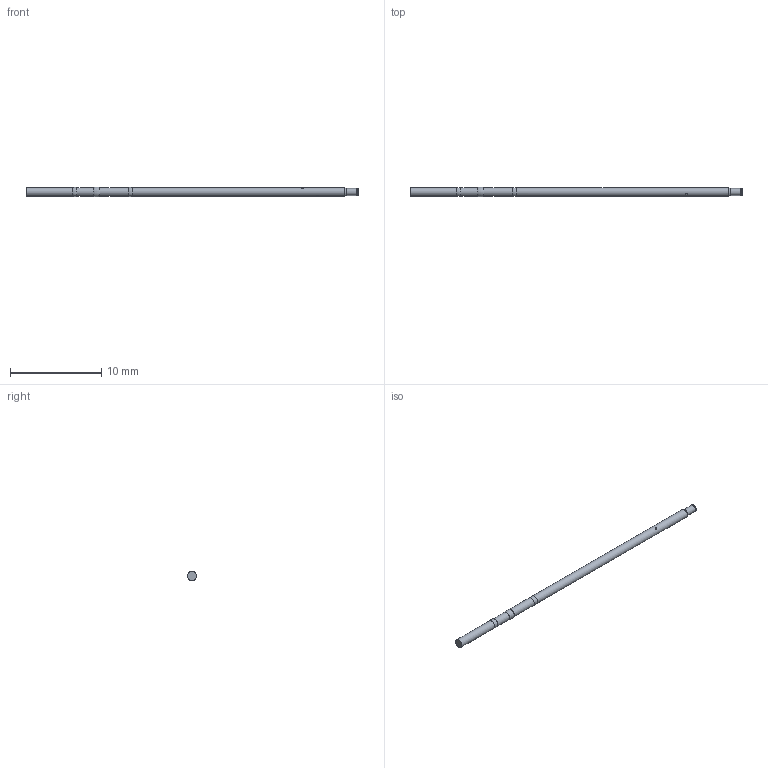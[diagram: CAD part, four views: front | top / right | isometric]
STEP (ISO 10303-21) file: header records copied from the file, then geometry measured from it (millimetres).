
FILE_DESCRIPTION (( 'STEP AP214' ), '1' );
FILE_NAME ('050-SRB255N.STEP', '2021-01-05T18:01:38', ( '' ), ( '' ), 'SwSTEP 2.0', 'SolidWorks 2020', '' );
FILE_SCHEMA (( 'AUTOMOTIVE_DESIGN' ));
Length unit declared in the file: inch
Products named in the file (1): 050-SRB255N
Bounding box: 36.4 x 1.04 x 1.05 mm (x, y, z)
Volume: 25.7 mm3; surface area: 109.8 mm2
Topology: 1 solids, 1 shells, 19 faces, 36 edges, 22 vertices
Faces by surface type: cone 6, cylinder 5, plane 5, torus 3
Full cylindrical faces by diameter (mm): 0.77 x1, 0.952 x4
Entity records: 823 total; most frequent: CARTESIAN_POINT 227, DIRECTION 70, EDGE_LOOP 36, ORIENTED_EDGE 36, AXIS2_PLACEMENT_3D 35, FACE_OUTER_BOUND 27, LENGTH_MEASURE_WITH_UNIT 22, DIMENSIONAL_EXPONENTS 22
